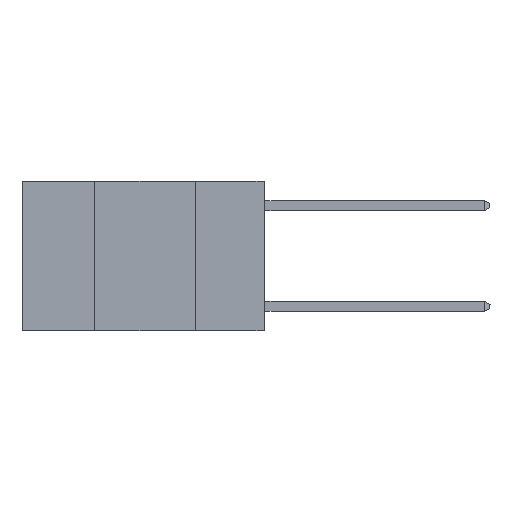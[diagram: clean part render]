
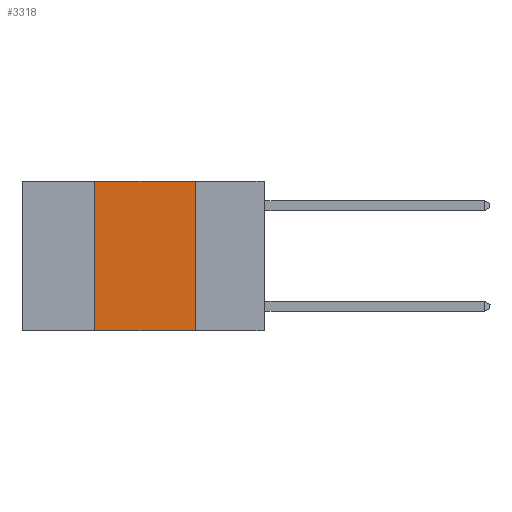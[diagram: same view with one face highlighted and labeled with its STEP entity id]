
A CAD part, left-side view. The second image highlights one B-rep face of the part: STEP entity #3318.
In plain terms, the highlighted planar face has unit normal (-1, 0, 0).
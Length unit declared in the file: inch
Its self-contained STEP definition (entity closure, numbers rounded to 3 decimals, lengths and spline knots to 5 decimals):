
#72 = CARTESIAN_POINT ( 'NONE',  ( 0., 0.17, -0.37 ) ) ;
#670 = PLANE ( 'NONE',  #7986 ) ;
#951 = ORIENTED_EDGE ( 'NONE', *, *, #4707, .T. ) ;
#1262 = VERTEX_POINT ( 'NONE', #2167 ) ;
#2167 = CARTESIAN_POINT ( 'NONE',  ( 0., 0.42, -0.37 ) ) ;
#2660 = DIRECTION ( 'NONE',  ( 1., 0., 0. ) ) ;
#2711 = DIRECTION ( 'NONE',  ( 0., -1., 0. ) ) ;
#2858 = EDGE_CURVE ( 'NONE', #10297, #9572, #5016, .T. ) ;
#3136 = DIRECTION ( 'NONE',  ( 0., 0., 1. ) ) ;
#3277 = VECTOR ( 'NONE', #4058, 39.37008 ) ;
#3318 = ADVANCED_FACE ( 'NONE', ( #11188 ), #670, .F. ) ;
#3590 = LINE ( 'NONE', #8701, #3277 ) ;
#4058 = DIRECTION ( 'NONE',  ( 0., -1., 0. ) ) ;
#4332 = CARTESIAN_POINT ( 'NONE',  ( 0., 0.17, 0. ) ) ;
#4707 = EDGE_CURVE ( 'NONE', #1262, #9572, #6402, .T. ) ;
#5016 = LINE ( 'NONE', #4332, #11598 ) ;
#6361 = VECTOR ( 'NONE', #3136, 39.37008 ) ;
#6402 = LINE ( 'NONE', #8391, #10866 ) ;
#6651 = LINE ( 'NONE', #10513, #6361 ) ;
#6760 = CARTESIAN_POINT ( 'NONE',  ( 0., 0.17, 0. ) ) ;
#7250 = ORIENTED_EDGE ( 'NONE', *, *, #7786, .F. ) ;
#7786 = EDGE_CURVE ( 'NONE', #1262, #10314, #6651, .T. ) ;
#7986 = AXIS2_PLACEMENT_3D ( 'NONE', #10092, #2660, #9256 ) ;
#8391 = CARTESIAN_POINT ( 'NONE',  ( 0., 0.6, -0.37 ) ) ;
#8418 = ORIENTED_EDGE ( 'NONE', *, *, #11629, .F. ) ;
#8591 = CARTESIAN_POINT ( 'NONE',  ( 0., 0.42, 0. ) ) ;
#8701 = CARTESIAN_POINT ( 'NONE',  ( 0., 0.6, 0. ) ) ;
#9079 = ORIENTED_EDGE ( 'NONE', *, *, #2858, .F. ) ;
#9256 = DIRECTION ( 'NONE',  ( 0., 0., -1. ) ) ;
#9376 = EDGE_LOOP ( 'NONE', ( #9079, #8418, #7250, #951 ) ) ;
#9572 = VERTEX_POINT ( 'NONE', #72 ) ;
#9803 = DIRECTION ( 'NONE',  ( 0., 0., -1. ) ) ;
#10092 = CARTESIAN_POINT ( 'NONE',  ( 0., 0.6, 0. ) ) ;
#10297 = VERTEX_POINT ( 'NONE', #6760 ) ;
#10314 = VERTEX_POINT ( 'NONE', #8591 ) ;
#10513 = CARTESIAN_POINT ( 'NONE',  ( 0., 0.42, 0. ) ) ;
#10866 = VECTOR ( 'NONE', #2711, 39.37008 ) ;
#11188 = FACE_OUTER_BOUND ( 'NONE', #9376, .T. ) ;
#11598 = VECTOR ( 'NONE', #9803, 39.37008 ) ;
#11629 = EDGE_CURVE ( 'NONE', #10314, #10297, #3590, .T. ) ;
